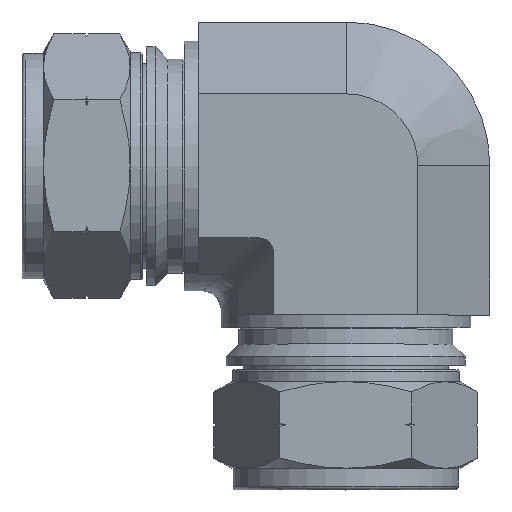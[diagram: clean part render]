
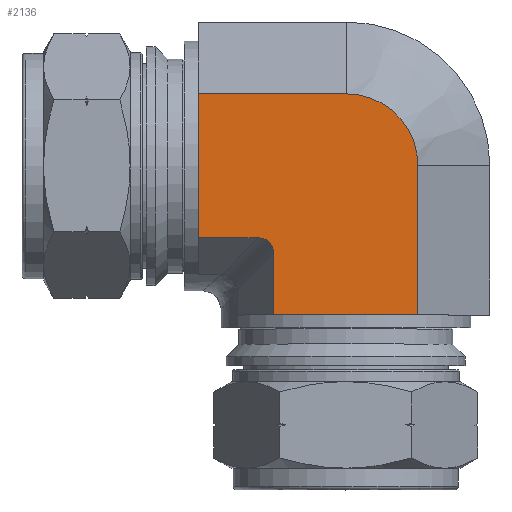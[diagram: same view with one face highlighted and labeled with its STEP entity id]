
A CAD part, top view. The second image highlights one B-rep face of the part: STEP entity #2136.
In plain terms, the highlighted planar face has unit normal (0, 0, 1).
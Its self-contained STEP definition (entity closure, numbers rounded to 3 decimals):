
#21=ELLIPSE('',#2360,3.253,2.52);
#169=CIRCLE('',#2385,10.008);
#374=FACE_OUTER_BOUND('',#526,.T.);
#526=EDGE_LOOP('',(#1937,#1938,#1939,#1940,#1941,#1942,#1943,#1944,#1945,
#1946));
#590=LINE('',#3762,#688);
#609=LINE('',#3836,#707);
#610=LINE('',#3838,#708);
#615=LINE('',#3848,#713);
#620=LINE('',#3870,#718);
#622=LINE('',#3873,#720);
#623=LINE('',#3877,#721);
#627=LINE('',#3884,#725);
#688=VECTOR('',#2880,10.);
#707=VECTOR('',#2957,10.);
#708=VECTOR('',#2960,10.);
#713=VECTOR('',#2973,10.);
#718=VECTOR('',#2998,10.);
#720=VECTOR('',#3002,10.);
#721=VECTOR('',#3007,10.);
#725=VECTOR('',#3015,10.);
#975=VERTEX_POINT('',#3752);
#976=VERTEX_POINT('',#3754);
#978=VERTEX_POINT('',#3760);
#985=VERTEX_POINT('',#3777);
#995=VERTEX_POINT('',#3808);
#996=VERTEX_POINT('',#3810);
#1004=VERTEX_POINT('',#3834);
#1008=VERTEX_POINT('',#3857);
#1012=VERTEX_POINT('',#3869);
#1013=VERTEX_POINT('',#3876);
#1260=EDGE_CURVE('',#975,#976,#21,.T.);
#1264=EDGE_CURVE('',#978,#975,#590,.T.);
#1287=EDGE_CURVE('',#996,#995,#169,.T.);
#1301=EDGE_CURVE('',#985,#1004,#609,.T.);
#1302=EDGE_CURVE('',#978,#985,#610,.T.);
#1307=EDGE_CURVE('',#1004,#996,#615,.T.);
#1318=EDGE_CURVE('',#1012,#976,#620,.T.);
#1320=EDGE_CURVE('',#1008,#1012,#622,.T.);
#1321=EDGE_CURVE('',#1013,#1008,#623,.T.);
#1325=EDGE_CURVE('',#1013,#995,#627,.T.);
#1937=ORIENTED_EDGE('',*,*,#1325,.F.);
#1938=ORIENTED_EDGE('',*,*,#1321,.T.);
#1939=ORIENTED_EDGE('',*,*,#1320,.T.);
#1940=ORIENTED_EDGE('',*,*,#1318,.T.);
#1941=ORIENTED_EDGE('',*,*,#1260,.F.);
#1942=ORIENTED_EDGE('',*,*,#1264,.F.);
#1943=ORIENTED_EDGE('',*,*,#1302,.T.);
#1944=ORIENTED_EDGE('',*,*,#1301,.T.);
#1945=ORIENTED_EDGE('',*,*,#1307,.T.);
#1946=ORIENTED_EDGE('',*,*,#1287,.T.);
#1998=PLANE('',#2412);
#2136=ADVANCED_FACE('',(#374),#1998,.T.);
#2360=AXIS2_PLACEMENT_3D('',#3755,#2873,#2874);
#2385=AXIS2_PLACEMENT_3D('',#3811,#2934,#2935);
#2412=AXIS2_PLACEMENT_3D('',#3888,#3020,#3021);
#2873=DIRECTION('center_axis',(0.,0.,
1.));
#2874=DIRECTION('ref_axis',(0.707,0.707,0.));
#2880=DIRECTION('',(0.,1.,0.));
#2934=DIRECTION('center_axis',(0.,0.,1.));
#2935=DIRECTION('ref_axis',(1.,0.,0.));
#2957=DIRECTION('',(1.,0.,0.));
#2960=DIRECTION('',(1.,0.,0.));
#2973=DIRECTION('',(0.,1.,0.));
#2998=DIRECTION('',(1.,0.,0.));
#3002=DIRECTION('',(0.,-1.,0.));
#3007=DIRECTION('',(0.,-1.,0.));
#3015=DIRECTION('',(1.,0.,0.));
#3020=DIRECTION('center_axis',(0.,0.,
1.));
#3021=DIRECTION('ref_axis',(0.,-1.,0.));
#3752=CARTESIAN_POINT('',(-10.075,-12.257,17.45));
#3754=CARTESIAN_POINT('',(-12.257,-10.075,17.45));
#3755=CARTESIAN_POINT('Origin',(-12.985,-12.985,17.45));
#3760=CARTESIAN_POINT('',(-10.075,-20.84,17.45));
#3762=CARTESIAN_POINT('',(-10.075,-20.84,17.45));
#3777=CARTESIAN_POINT('',(0.,-20.84,17.45));
#3808=CARTESIAN_POINT('',(0.067,10.075,17.45));
#3810=CARTESIAN_POINT('',(10.075,0.067,17.45));
#3811=CARTESIAN_POINT('Origin',(0.067,0.067,17.45));
#3834=CARTESIAN_POINT('',(10.075,-20.84,17.45));
#3836=CARTESIAN_POINT('',(-10.075,-20.84,17.45));
#3838=CARTESIAN_POINT('',(-10.075,-20.84,17.45));
#3848=CARTESIAN_POINT('',(10.075,-20.84,17.45));
#3857=CARTESIAN_POINT('',(-20.64,0.,17.45));
#3869=CARTESIAN_POINT('',(-20.64,-10.075,17.45));
#3870=CARTESIAN_POINT('',(-20.64,-10.075,17.45));
#3873=CARTESIAN_POINT('',(-20.64,10.075,17.45));
#3876=CARTESIAN_POINT('',(-20.64,10.075,17.45));
#3877=CARTESIAN_POINT('',(-20.64,10.075,17.45));
#3884=CARTESIAN_POINT('',(-20.64,10.075,17.45));
#3888=CARTESIAN_POINT('Origin',(-20.64,10.075,17.45));
